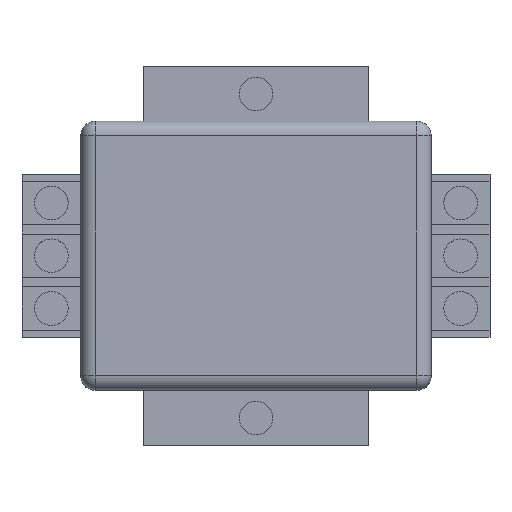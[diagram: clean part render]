
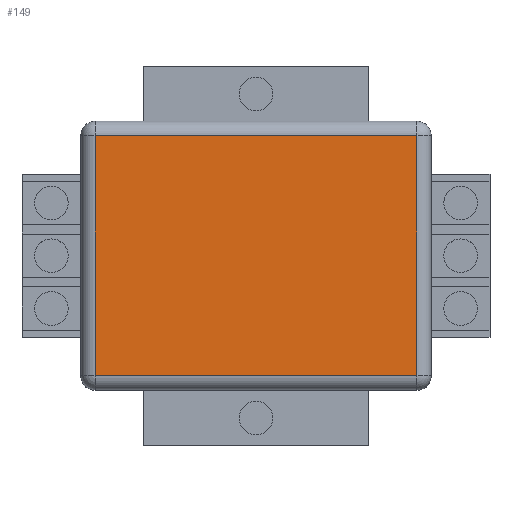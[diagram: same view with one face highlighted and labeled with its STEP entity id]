
A CAD part, top view. The second image highlights one B-rep face of the part: STEP entity #149.
In plain terms, the highlighted planar face has unit normal (0, 0, 1).
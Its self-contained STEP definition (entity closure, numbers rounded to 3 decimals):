
#149=ADVANCED_FACE('',(#376),#277,.T.);
#277=PLANE('',#2374);
#376=FACE_OUTER_BOUND('',#488,.T.);
#488=EDGE_LOOP('',(#666,#667,#668,#669));
#666=ORIENTED_EDGE('',*,*,#1530,.T.);
#667=ORIENTED_EDGE('',*,*,#1531,.T.);
#668=ORIENTED_EDGE('',*,*,#1532,.T.);
#669=ORIENTED_EDGE('',*,*,#1533,.T.);
#1314=VERTEX_POINT('',#3254);
#1315=VERTEX_POINT('',#3255);
#1316=VERTEX_POINT('',#3257);
#1317=VERTEX_POINT('',#3259);
#1530=EDGE_CURVE('',#1314,#1315,#1854,.T.);
#1531=EDGE_CURVE('',#1315,#1316,#1855,.T.);
#1532=EDGE_CURVE('',#1316,#1317,#1856,.T.);
#1533=EDGE_CURVE('',#1317,#1314,#1857,.T.);
#1854=LINE('',#3253,#2130);
#1855=LINE('',#3256,#2131);
#1856=LINE('',#3258,#2132);
#1857=LINE('',#3260,#2133);
#2130=VECTOR('',#2591,1.);
#2131=VECTOR('',#2592,1.);
#2132=VECTOR('',#2593,1.);
#2133=VECTOR('',#2594,1.);
#2374=AXIS2_PLACEMENT_3D('',#3261,#2595,#2596);
#2591=DIRECTION('',(1.,0.,0.));
#2592=DIRECTION('',(0.,1.,0.));
#2593=DIRECTION('',(-1.,0.,0.));
#2594=DIRECTION('',(0.,-1.,0.));
#2595=DIRECTION('',(0.,0.,1.));
#2596=DIRECTION('',(-1.,0.,0.));
#3253=CARTESIAN_POINT('',(0.,-25.,45.));
#3254=CARTESIAN_POINT('',(-33.5,-25.,45.));
#3255=CARTESIAN_POINT('',(33.5,-25.,45.));
#3256=CARTESIAN_POINT('',(33.5,0.,45.));
#3257=CARTESIAN_POINT('',(33.5,25.,45.));
#3258=CARTESIAN_POINT('',(0.,25.,45.));
#3259=CARTESIAN_POINT('',(-33.5,25.,45.));
#3260=CARTESIAN_POINT('',(-33.5,0.,45.));
#3261=CARTESIAN_POINT('',(0.,0.,45.));
